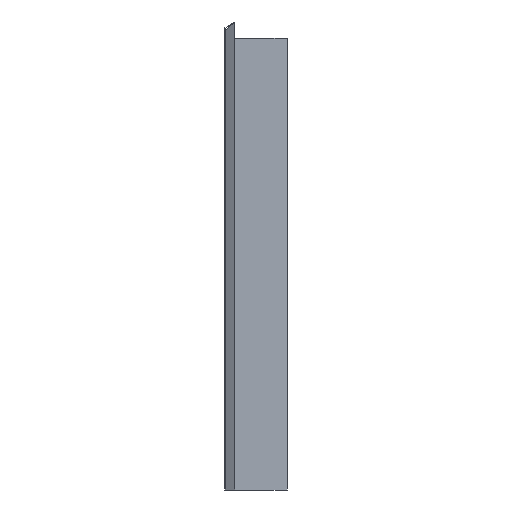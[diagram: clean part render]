
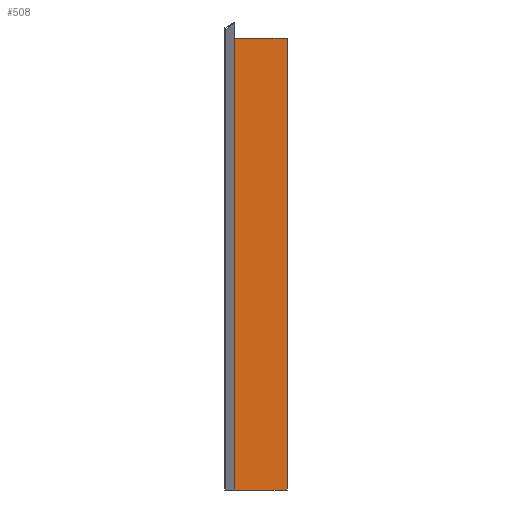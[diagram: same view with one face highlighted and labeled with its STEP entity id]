
A CAD part, left-side view. The second image highlights one B-rep face of the part: STEP entity #508.
In plain terms, the highlighted planar face has unit normal (-1, 0, 0).
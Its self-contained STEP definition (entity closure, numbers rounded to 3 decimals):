
#35 = VECTOR ( 'NONE', #396, 1000. ) ;
#65 = CARTESIAN_POINT ( 'NONE',  ( -2., 0., 0. ) ) ;
#87 = CARTESIAN_POINT ( 'NONE',  ( -2., 0., 4500. ) ) ;
#170 = FACE_OUTER_BOUND ( 'NONE', #733, .T. ) ;
#174 = DIRECTION ( 'NONE',  ( 0., 1., 0. ) ) ;
#281 = AXIS2_PLACEMENT_3D ( 'NONE', #87, #939, #1515 ) ;
#349 = LINE ( 'NONE', #1571, #1278 ) ;
#396 = DIRECTION ( 'NONE',  ( 0., 0., -1. ) ) ;
#415 = LINE ( 'NONE', #65, #968 ) ;
#444 = LINE ( 'NONE', #1268, #1407 ) ;
#445 = VERTEX_POINT ( 'NONE', #1507 ) ;
#508 = ADVANCED_FACE ( 'NONE', ( #170 ), #1294, .T. ) ;
#545 = DIRECTION ( 'NONE',  ( 0., 1., 0. ) ) ;
#608 = ORIENTED_EDGE ( 'NONE', *, *, #1122, .T. ) ;
#617 = EDGE_CURVE ( 'NONE', #1159, #1399, #415, .T. ) ;
#733 = EDGE_LOOP ( 'NONE', ( #1193, #608, #1257, #1528 ) ) ;
#819 = CARTESIAN_POINT ( 'NONE',  ( -2., 0., 0. ) ) ;
#939 = DIRECTION ( 'NONE',  ( -1., 0., 0. ) ) ;
#968 = VECTOR ( 'NONE', #545, 1000. ) ;
#1005 = CARTESIAN_POINT ( 'NONE',  ( -2., 0., 4500. ) ) ;
#1071 = DIRECTION ( 'NONE',  ( 0., 0., -1. ) ) ;
#1122 = EDGE_CURVE ( 'NONE', #445, #1536, #444, .T. ) ;
#1159 = VERTEX_POINT ( 'NONE', #819 ) ;
#1193 = ORIENTED_EDGE ( 'NONE', *, *, #1532, .F. ) ;
#1257 = ORIENTED_EDGE ( 'NONE', *, *, #1376, .T. ) ;
#1264 = LINE ( 'NONE', #1005, #35 ) ;
#1268 = CARTESIAN_POINT ( 'NONE',  ( -2., 0., 4342.5 ) ) ;
#1278 = VECTOR ( 'NONE', #1071, 1000. ) ;
#1294 = PLANE ( 'NONE',  #281 ) ;
#1376 = EDGE_CURVE ( 'NONE', #1536, #1399, #349, .T. ) ;
#1384 = CARTESIAN_POINT ( 'NONE',  ( -2., 596., 4342.5 ) ) ;
#1399 = VERTEX_POINT ( 'NONE', #1562 ) ;
#1407 = VECTOR ( 'NONE', #174, 1000. ) ;
#1507 = CARTESIAN_POINT ( 'NONE',  ( -2., 0., 4342.5 ) ) ;
#1515 = DIRECTION ( 'NONE',  ( 0., 0., 1. ) ) ;
#1528 = ORIENTED_EDGE ( 'NONE', *, *, #617, .F. ) ;
#1532 = EDGE_CURVE ( 'NONE', #445, #1159, #1264, .T. ) ;
#1536 = VERTEX_POINT ( 'NONE', #1384 ) ;
#1562 = CARTESIAN_POINT ( 'NONE',  ( -2., 596., 0. ) ) ;
#1571 = CARTESIAN_POINT ( 'NONE',  ( -2., 596., 4500. ) ) ;
